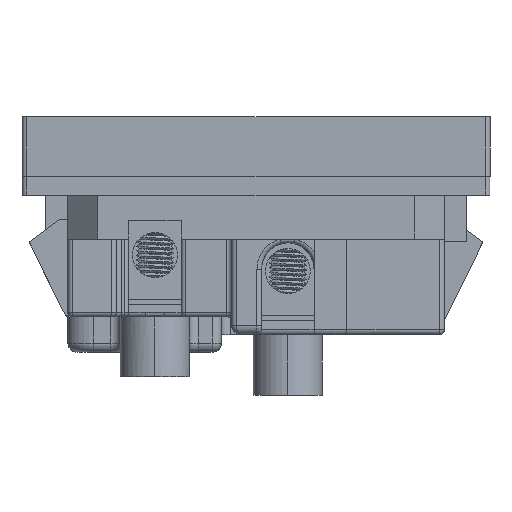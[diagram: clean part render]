
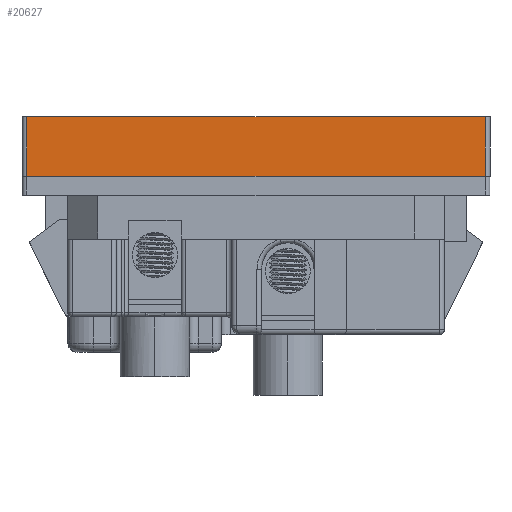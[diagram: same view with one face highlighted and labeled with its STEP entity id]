
A CAD part, left-side view. The second image highlights one B-rep face of the part: STEP entity #20627.
In plain terms, the highlighted planar face has unit normal (-1, 0, 0).
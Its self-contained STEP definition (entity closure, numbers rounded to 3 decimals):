
#2311 = VERTEX_POINT ( 'NONE', #28282 ) ;
#4708 = CARTESIAN_POINT ( 'NONE',  ( -68.316, 82.445, 15.7 ) ) ;
#5604 = DIRECTION ( 'NONE',  ( 0., -1., 0. ) ) ;
#7325 = AXIS2_PLACEMENT_3D ( 'NONE', #40757, #13103, #45467 ) ;
#7347 = ORIENTED_EDGE ( 'NONE', *, *, #16299, .F. ) ;
#8298 = PLANE ( 'NONE',  #7325 ) ;
#12492 = LINE ( 'NONE', #48955, #23292 ) ;
#12767 = ORIENTED_EDGE ( 'NONE', *, *, #18167, .T. ) ;
#13052 = CARTESIAN_POINT ( 'NONE',  ( -68.316, 33.445, 9.3 ) ) ;
#13103 = DIRECTION ( 'NONE',  ( 1., 0., 0. ) ) ;
#14874 = EDGE_LOOP ( 'NONE', ( #7347, #12767, #28690, #19705 ) ) ;
#16299 = EDGE_CURVE ( 'NONE', #32129, #48353, #18931, .T. ) ;
#17451 = VECTOR ( 'NONE', #5604, 1000. ) ;
#18167 = EDGE_CURVE ( 'NONE', #32129, #2311, #30152, .T. ) ;
#18422 = VERTEX_POINT ( 'NONE', #13052 ) ;
#18931 = LINE ( 'NONE', #33492, #17451 ) ;
#19705 = ORIENTED_EDGE ( 'NONE', *, *, #27498, .T. ) ;
#20499 = CARTESIAN_POINT ( 'NONE',  ( -68.316, 33.445, 15.7 ) ) ;
#20627 = ADVANCED_FACE ( 'NONE', ( #50739 ), #8298, .F. ) ;
#23292 = VECTOR ( 'NONE', #58167, 1000. ) ;
#23806 = CARTESIAN_POINT ( 'NONE',  ( -68.316, 33.445, 15.7 ) ) ;
#27498 = EDGE_CURVE ( 'NONE', #18422, #48353, #59493, .T. ) ;
#28282 = CARTESIAN_POINT ( 'NONE',  ( -68.316, 82.445, 9.3 ) ) ;
#28690 = ORIENTED_EDGE ( 'NONE', *, *, #45888, .T. ) ;
#28702 = VECTOR ( 'NONE', #42798, 1000. ) ;
#30152 = LINE ( 'NONE', #43004, #28702 ) ;
#32129 = VERTEX_POINT ( 'NONE', #4708 ) ;
#33492 = CARTESIAN_POINT ( 'NONE',  ( -68.316, 82.945, 15.7 ) ) ;
#40757 = CARTESIAN_POINT ( 'NONE',  ( -68.316, 82.945, 15.7 ) ) ;
#42798 = DIRECTION ( 'NONE',  ( 0., 0., -1. ) ) ;
#43004 = CARTESIAN_POINT ( 'NONE',  ( -68.316, 82.445, 15.7 ) ) ;
#45467 = DIRECTION ( 'NONE',  ( 0., 1., 0. ) ) ;
#45875 = VECTOR ( 'NONE', #48188, 1000. ) ;
#45888 = EDGE_CURVE ( 'NONE', #2311, #18422, #12492, .T. ) ;
#48188 = DIRECTION ( 'NONE',  ( 0., 0., 1. ) ) ;
#48353 = VERTEX_POINT ( 'NONE', #23806 ) ;
#48955 = CARTESIAN_POINT ( 'NONE',  ( -68.316, 82.945, 9.3 ) ) ;
#50739 = FACE_OUTER_BOUND ( 'NONE', #14874, .T. ) ;
#58167 = DIRECTION ( 'NONE',  ( 0., -1., 0. ) ) ;
#59493 = LINE ( 'NONE', #20499, #45875 ) ;
